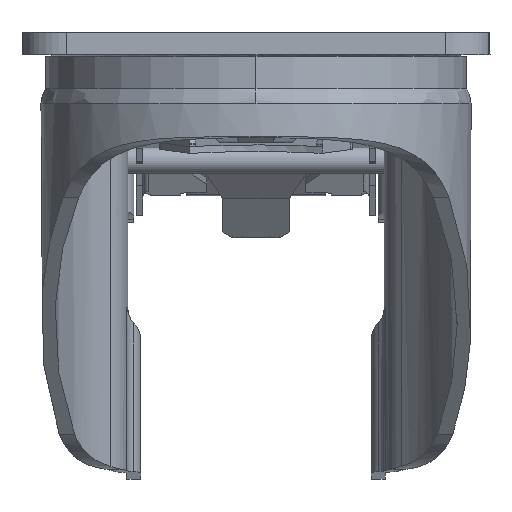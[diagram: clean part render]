
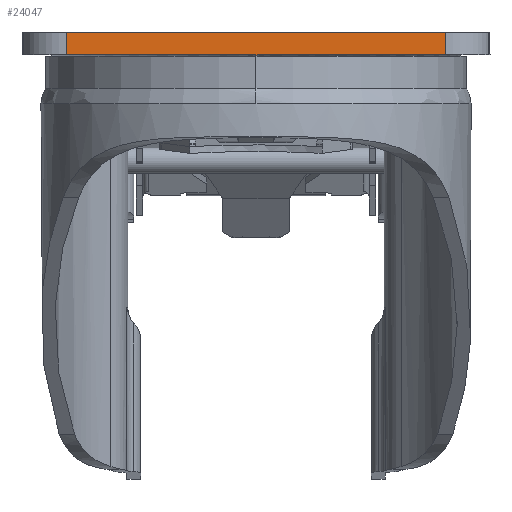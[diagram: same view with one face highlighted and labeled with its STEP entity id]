
A CAD part, left-side view. The second image highlights one B-rep face of the part: STEP entity #24047.
In plain terms, the highlighted planar face has unit normal (-1, 0, 0).
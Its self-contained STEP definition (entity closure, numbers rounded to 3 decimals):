
#971 = VECTOR ( 'NONE', #3416, 1000. ) ;
#1663 = VERTEX_POINT ( 'NONE', #13589 ) ;
#1866 = CARTESIAN_POINT ( 'NONE',  ( -50., -34., -4. ) ) ;
#2076 = LINE ( 'NONE', #1866, #3606 ) ;
#3329 = CARTESIAN_POINT ( 'NONE',  ( -50., -42.504, -4. ) ) ;
#3416 = DIRECTION ( 'NONE',  ( 0., 1., 0. ) ) ;
#3424 = EDGE_CURVE ( 'NONE', #10704, #5993, #4358, .T. ) ;
#3606 = VECTOR ( 'NONE', #9974, 1000. ) ;
#4109 = ORIENTED_EDGE ( 'NONE', *, *, #14272, .T. ) ;
#4358 = LINE ( 'NONE', #3329, #971 ) ;
#5023 = DIRECTION ( 'NONE',  ( 0., 1., 0. ) ) ;
#5239 = CARTESIAN_POINT ( 'NONE',  ( -50., 0., -4. ) ) ;
#5993 = VERTEX_POINT ( 'NONE', #18280 ) ;
#6295 = LINE ( 'NONE', #24473, #12124 ) ;
#6897 = AXIS2_PLACEMENT_3D ( 'NONE', #5239, #14928, #18979 ) ;
#8178 = VECTOR ( 'NONE', #25319, 1000. ) ;
#9254 = FACE_OUTER_BOUND ( 'NONE', #15791, .T. ) ;
#9974 = DIRECTION ( 'NONE',  ( 0., 0., 1. ) ) ;
#10165 = VERTEX_POINT ( 'NONE', #12491 ) ;
#10704 = VERTEX_POINT ( 'NONE', #18648 ) ;
#11235 = ORIENTED_EDGE ( 'NONE', *, *, #17833, .F. ) ;
#11547 = LINE ( 'NONE', #17279, #8178 ) ;
#12124 = VECTOR ( 'NONE', #5023, 1000. ) ;
#12491 = CARTESIAN_POINT ( 'NONE',  ( -50., -34., 0. ) ) ;
#12876 = PLANE ( 'NONE',  #6897 ) ;
#13589 = CARTESIAN_POINT ( 'NONE',  ( -50., 34., 0. ) ) ;
#14272 = EDGE_CURVE ( 'NONE', #10704, #10165, #2076, .T. ) ;
#14928 = DIRECTION ( 'NONE',  ( -1., 0., 0. ) ) ;
#15791 = EDGE_LOOP ( 'NONE', ( #16942, #11235, #23876, #4109 ) ) ;
#16688 = EDGE_CURVE ( 'NONE', #10165, #1663, #6295, .T. ) ;
#16942 = ORIENTED_EDGE ( 'NONE', *, *, #16688, .T. ) ;
#17279 = CARTESIAN_POINT ( 'NONE',  ( -50., 34., -4. ) ) ;
#17833 = EDGE_CURVE ( 'NONE', #5993, #1663, #11547, .T. ) ;
#18280 = CARTESIAN_POINT ( 'NONE',  ( -50., 34., -4. ) ) ;
#18648 = CARTESIAN_POINT ( 'NONE',  ( -50., -34., -4. ) ) ;
#18979 = DIRECTION ( 'NONE',  ( 0., 0., 1. ) ) ;
#23876 = ORIENTED_EDGE ( 'NONE', *, *, #3424, .F. ) ;
#24047 = ADVANCED_FACE ( 'NONE', ( #9254 ), #12876, .T. ) ;
#24473 = CARTESIAN_POINT ( 'NONE',  ( -50., 0., 0. ) ) ;
#25319 = DIRECTION ( 'NONE',  ( 0., 0., 1. ) ) ;
